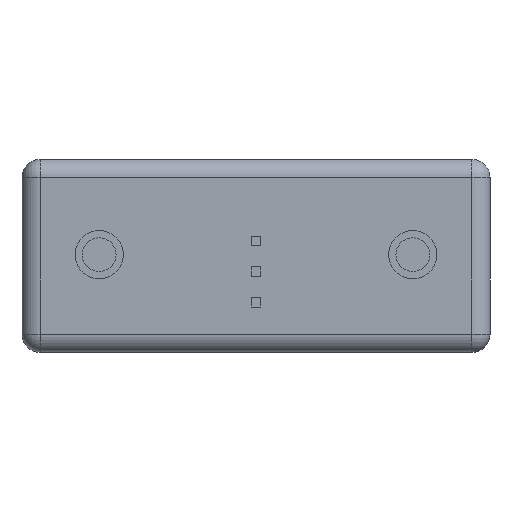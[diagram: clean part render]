
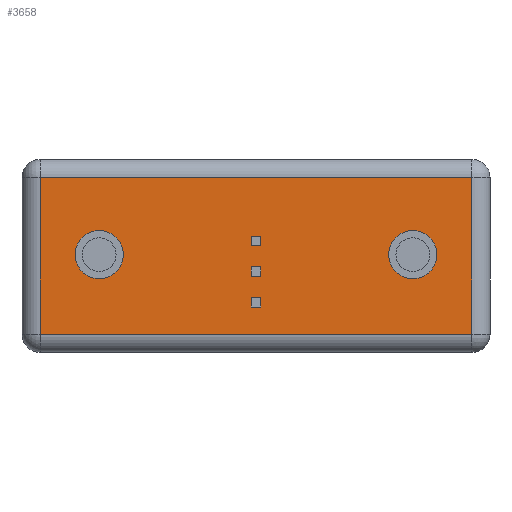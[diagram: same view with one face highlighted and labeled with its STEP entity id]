
A CAD part, front view. The second image highlights one B-rep face of the part: STEP entity #3658.
In plain terms, the highlighted planar face has unit normal (0, -1, 0).
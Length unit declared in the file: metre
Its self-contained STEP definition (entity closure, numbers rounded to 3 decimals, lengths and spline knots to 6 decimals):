
#338=CIRCLE('',#4906,0.001);
#339=CIRCLE('',#4907,0.001);
#388=ORIENTED_EDGE('',*,*,#1420,.T.);
#389=ORIENTED_EDGE('',*,*,#1421,.T.);
#390=ORIENTED_EDGE('',*,*,#1422,.T.);
#391=ORIENTED_EDGE('',*,*,#1423,.T.);
#392=ORIENTED_EDGE('',*,*,#1424,.T.);
#393=ORIENTED_EDGE('',*,*,#1425,.F.);
#394=ORIENTED_EDGE('',*,*,#1426,.T.);
#395=ORIENTED_EDGE('',*,*,#1427,.T.);
#396=ORIENTED_EDGE('',*,*,#1428,.F.);
#397=ORIENTED_EDGE('',*,*,#1429,.F.);
#398=ORIENTED_EDGE('',*,*,#1430,.T.);
#399=ORIENTED_EDGE('',*,*,#1431,.T.);
#400=ORIENTED_EDGE('',*,*,#1432,.F.);
#401=ORIENTED_EDGE('',*,*,#1433,.F.);
#402=ORIENTED_EDGE('',*,*,#1434,.F.);
#403=ORIENTED_EDGE('',*,*,#1435,.F.);
#404=ORIENTED_EDGE('',*,*,#1436,.T.);
#405=ORIENTED_EDGE('',*,*,#1437,.T.);
#1420=EDGE_CURVE('',#1936,#1937,#2275,.T.);
#1421=EDGE_CURVE('',#1937,#1938,#2276,.F.);
#1422=EDGE_CURVE('',#1938,#1939,#2277,.F.);
#1423=EDGE_CURVE('',#1939,#1936,#2278,.T.);
#1424=EDGE_CURVE('',#1940,#1940,#338,.F.);
#1425=EDGE_CURVE('',#1941,#1941,#339,.F.);
#1426=EDGE_CURVE('',#1942,#1943,#2279,.T.);
#1427=EDGE_CURVE('',#1943,#1944,#2280,.T.);
#1428=EDGE_CURVE('',#1945,#1944,#2281,.T.);
#1429=EDGE_CURVE('',#1942,#1945,#2282,.T.);
#1430=EDGE_CURVE('',#1946,#1947,#2283,.T.);
#1431=EDGE_CURVE('',#1947,#1948,#2284,.T.);
#1432=EDGE_CURVE('',#1949,#1948,#2285,.T.);
#1433=EDGE_CURVE('',#1946,#1949,#2286,.T.);
#1434=EDGE_CURVE('',#1950,#1951,#2287,.T.);
#1435=EDGE_CURVE('',#1952,#1950,#2288,.T.);
#1436=EDGE_CURVE('',#1952,#1953,#2289,.T.);
#1437=EDGE_CURVE('',#1953,#1951,#2290,.T.);
#1936=VERTEX_POINT('',#5962);
#1937=VERTEX_POINT('',#5963);
#1938=VERTEX_POINT('',#5965);
#1939=VERTEX_POINT('',#5967);
#1940=VERTEX_POINT('',#5970);
#1941=VERTEX_POINT('',#5972);
#1942=VERTEX_POINT('',#5974);
#1943=VERTEX_POINT('',#5975);
#1944=VERTEX_POINT('',#5977);
#1945=VERTEX_POINT('',#5979);
#1946=VERTEX_POINT('',#5982);
#1947=VERTEX_POINT('',#5983);
#1948=VERTEX_POINT('',#5985);
#1949=VERTEX_POINT('',#5987);
#1950=VERTEX_POINT('',#5990);
#1951=VERTEX_POINT('',#5991);
#1952=VERTEX_POINT('',#5993);
#1953=VERTEX_POINT('',#5995);
#2275=LINE('',#5961,#2658);
#2276=LINE('',#5964,#2659);
#2277=LINE('',#5966,#2660);
#2278=LINE('',#5968,#2661);
#2279=LINE('',#5973,#2662);
#2280=LINE('',#5976,#2663);
#2281=LINE('',#5978,#2664);
#2282=LINE('',#5980,#2665);
#2283=LINE('',#5981,#2666);
#2284=LINE('',#5984,#2667);
#2285=LINE('',#5986,#2668);
#2286=LINE('',#5988,#2669);
#2287=LINE('',#5989,#2670);
#2288=LINE('',#5992,#2671);
#2289=LINE('',#5994,#2672);
#2290=LINE('',#5996,#2673);
#2658=VECTOR('',#5132,1.);
#2659=VECTOR('',#5133,1.);
#2660=VECTOR('',#5134,1.);
#2661=VECTOR('',#5135,1.);
#2662=VECTOR('',#5140,1.);
#2663=VECTOR('',#5141,1.);
#2664=VECTOR('',#5142,1.);
#2665=VECTOR('',#5143,1.);
#2666=VECTOR('',#5144,1.);
#2667=VECTOR('',#5145,1.);
#2668=VECTOR('',#5146,1.);
#2669=VECTOR('',#5147,1.);
#2670=VECTOR('',#5148,1.);
#2671=VECTOR('',#5149,1.);
#2672=VECTOR('',#5150,1.);
#2673=VECTOR('',#5151,1.);
#3041=EDGE_LOOP('',(#388,#389,#390,#391));
#3042=EDGE_LOOP('',(#392));
#3043=EDGE_LOOP('',(#393));
#3044=EDGE_LOOP('',(#394,#395,#396,#397));
#3045=EDGE_LOOP('',(#398,#399,#400,#401));
#3046=EDGE_LOOP('',(#402,#403,#404,#405));
#3280=FACE_BOUND('',#3041,.T.);
#3281=FACE_BOUND('',#3042,.T.);
#3282=FACE_BOUND('',#3043,.T.);
#3283=FACE_BOUND('',#3044,.T.);
#3284=FACE_BOUND('',#3045,.T.);
#3285=FACE_BOUND('',#3046,.T.);
#3519=PLANE('',#4905);
#3658=ADVANCED_FACE('',(#3280,#3281,#3282,#3283,#3284,#3285),#3519,.F.);
#4905=AXIS2_PLACEMENT_3D('',#5960,#5130,#5131);
#4906=AXIS2_PLACEMENT_3D('',#5969,#5136,#5137);
#4907=AXIS2_PLACEMENT_3D('',#5971,#5138,#5139);
#5130=DIRECTION('',(0.,1.,0.));
#5131=DIRECTION('',(0.,0.,1.));
#5132=DIRECTION('',(1.,0.,0.));
#5133=DIRECTION('',(0.,0.,-1.));
#5134=DIRECTION('',(1.,0.,0.));
#5135=DIRECTION('',(0.,0.,-1.));
#5136=DIRECTION('',(0.,-1.,0.));
#5137=DIRECTION('',(0.,0.,-1.));
#5138=DIRECTION('',(0.,1.,0.));
#5139=DIRECTION('',(0.,0.,1.));
#5140=DIRECTION('',(0.,0.,1.));
#5141=DIRECTION('',(1.,0.,0.));
#5142=DIRECTION('',(0.,0.,1.));
#5143=DIRECTION('',(1.,0.,0.));
#5144=DIRECTION('',(0.,0.,1.));
#5145=DIRECTION('',(1.,0.,0.));
#5146=DIRECTION('',(0.,0.,1.));
#5147=DIRECTION('',(1.,0.,0.));
#5148=DIRECTION('',(1.,0.,0.));
#5149=DIRECTION('',(0.,0.,-1.));
#5150=DIRECTION('',(1.,0.,0.));
#5151=DIRECTION('',(0.,0.,-1.));
#5960=CARTESIAN_POINT('',(0.,-0.0194,0.008));
#5961=CARTESIAN_POINT('',(0.,-0.0194,0.00075));
#5962=CARTESIAN_POINT('',(0.00075,-0.0194,0.00075));
#5963=CARTESIAN_POINT('',(0.01865,-0.0194,0.00075));
#5964=CARTESIAN_POINT('',(0.01865,-0.0194,0.008));
#5965=CARTESIAN_POINT('',(0.01865,-0.0194,0.00725));
#5966=CARTESIAN_POINT('',(0.,-0.0194,0.00725));
#5967=CARTESIAN_POINT('',(0.00075,-0.0194,0.00725));
#5968=CARTESIAN_POINT('',(0.00075,-0.0194,0.008));
#5969=CARTESIAN_POINT('',(0.0032,-0.0194,0.00405));
#5970=CARTESIAN_POINT('',(0.0032,-0.0194,0.00305));
#5971=CARTESIAN_POINT('',(0.0162,-0.0194,0.00405));
#5972=CARTESIAN_POINT('',(0.0162,-0.0194,0.00505));
#5973=CARTESIAN_POINT('',(0.0095,-0.0194,0.00442));
#5974=CARTESIAN_POINT('',(0.0095,-0.0194,0.00442));
#5975=CARTESIAN_POINT('',(0.0095,-0.0194,0.00482));
#5976=CARTESIAN_POINT('',(0.0095,-0.0194,0.00482));
#5977=CARTESIAN_POINT('',(0.0099,-0.0194,0.00482));
#5978=CARTESIAN_POINT('',(0.0099,-0.0194,0.00442));
#5979=CARTESIAN_POINT('',(0.0099,-0.0194,0.00442));
#5980=CARTESIAN_POINT('',(0.0095,-0.0194,0.00442));
#5981=CARTESIAN_POINT('',(0.0095,-0.0194,0.00315));
#5982=CARTESIAN_POINT('',(0.0095,-0.0194,0.00315));
#5983=CARTESIAN_POINT('',(0.0095,-0.0194,0.00355));
#5984=CARTESIAN_POINT('',(0.0095,-0.0194,0.00355));
#5985=CARTESIAN_POINT('',(0.0099,-0.0194,0.00355));
#5986=CARTESIAN_POINT('',(0.0099,-0.0194,0.00315));
#5987=CARTESIAN_POINT('',(0.0099,-0.0194,0.00315));
#5988=CARTESIAN_POINT('',(0.0095,-0.0194,0.00315));
#5989=CARTESIAN_POINT('',(0.0095,-0.0194,0.00188));
#5990=CARTESIAN_POINT('',(0.0095,-0.0194,0.00188));
#5991=CARTESIAN_POINT('',(0.0099,-0.0194,0.00188));
#5992=CARTESIAN_POINT('',(0.0095,-0.0194,0.00228));
#5993=CARTESIAN_POINT('',(0.0095,-0.0194,0.00228));
#5994=CARTESIAN_POINT('',(0.0095,-0.0194,0.00228));
#5995=CARTESIAN_POINT('',(0.0099,-0.0194,0.00228));
#5996=CARTESIAN_POINT('',(0.0099,-0.0194,0.00228));
